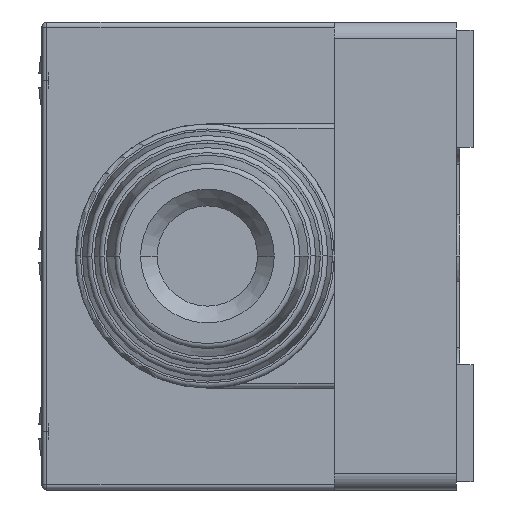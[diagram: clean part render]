
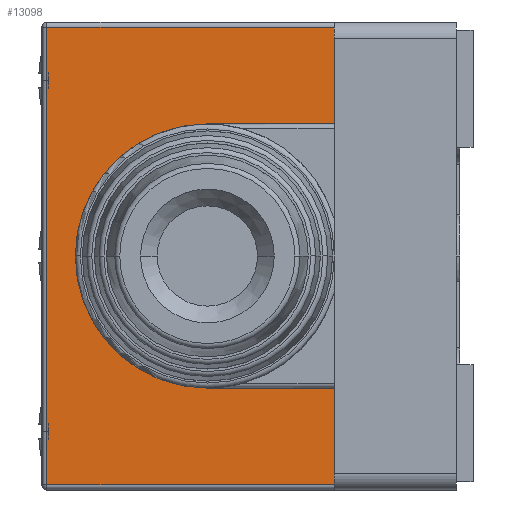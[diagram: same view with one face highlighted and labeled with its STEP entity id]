
A CAD part, left-side view. The second image highlights one B-rep face of the part: STEP entity #13098.
In plain terms, the highlighted planar face has unit normal (-1, 0, 0).
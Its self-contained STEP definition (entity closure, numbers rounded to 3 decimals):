
#3913=DIRECTION('',(0.,-1.,0.));
#3914=VECTOR('',#3913,17.2);
#3915=CARTESIAN_POINT('',(-22.95,25.5,13.7));
#3916=LINE('',#3915,#3914);
#3917=DIRECTION('',(0.,1.,0.));
#3918=VECTOR('',#3917,7.6);
#3919=CARTESIAN_POINT('',(-22.95,8.3,7.9));
#3920=LINE('',#3919,#3918);
#3921=DIRECTION('',(0.,1.,0.));
#3922=VECTOR('',#3921,7.6);
#3923=CARTESIAN_POINT('',(-22.95,8.3,-7.9));
#3924=LINE('',#3923,#3922);
#3925=DIRECTION('',(0.,1.,0.));
#3926=VECTOR('',#3925,17.2);
#3927=CARTESIAN_POINT('',(-22.95,8.3,-13.7));
#3928=LINE('',#3927,#3926);
#3929=DIRECTION('',(0.,0.,1.));
#3930=VECTOR('',#3929,27.4);
#3931=CARTESIAN_POINT('',(-22.95,25.5,-13.7));
#3932=LINE('',#3931,#3930);
#3945=DIRECTION('',(0.,0.,-1.));
#3946=VECTOR('',#3945,5.8);
#3947=CARTESIAN_POINT('',(-22.95,8.3,13.7));
#3948=LINE('',#3947,#3946);
#3967=DIRECTION('',(0.,0.,-1.));
#3968=VECTOR('',#3967,5.8);
#3969=CARTESIAN_POINT('',(-22.95,8.3,-7.9));
#3970=LINE('',#3969,#3968);
#4038=CARTESIAN_POINT('',(-22.95,15.9,0.));
#4039=DIRECTION('',(1.,0.,0.));
#4040=DIRECTION('',(0.,0.,-1.));
#4041=AXIS2_PLACEMENT_3D('',#4038,#4039,#4040);
#7630=CARTESIAN_POINT('',(-22.95,8.3,7.9));
#7631=CARTESIAN_POINT('',(-22.95,15.9,7.9));
#7632=VERTEX_POINT('',#7630);
#7633=VERTEX_POINT('',#7631);
#7634=CARTESIAN_POINT('',(-22.95,8.3,-7.9));
#7635=CARTESIAN_POINT('',(-22.95,15.9,-7.9));
#7636=VERTEX_POINT('',#7634);
#7637=VERTEX_POINT('',#7635);
#7874=CARTESIAN_POINT('',(-22.95,25.5,13.7));
#7875=CARTESIAN_POINT('',(-22.95,8.3,13.7));
#7876=VERTEX_POINT('',#7874);
#7877=VERTEX_POINT('',#7875);
#7886=CARTESIAN_POINT('',(-22.95,8.3,-13.7));
#7887=CARTESIAN_POINT('',(-22.95,25.5,-13.7));
#7888=VERTEX_POINT('',#7886);
#7889=VERTEX_POINT('',#7887);
#13076=CARTESIAN_POINT('',(-22.95,25.8,14.));
#13077=DIRECTION('',(1.,0.,0.));
#13078=DIRECTION('',(0.,0.,-1.));
#13079=AXIS2_PLACEMENT_3D('',#13076,#13077,#13078);
#13080=PLANE('',#13079);
#13081=ORIENTED_EDGE('',*,*,#13066,.T.);
#13083=ORIENTED_EDGE('',*,*,#13082,.T.);
#13085=ORIENTED_EDGE('',*,*,#13084,.T.);
#13087=ORIENTED_EDGE('',*,*,#13086,.F.);
#13089=ORIENTED_EDGE('',*,*,#13088,.F.);
#13091=ORIENTED_EDGE('',*,*,#13090,.T.);
#13093=ORIENTED_EDGE('',*,*,#13092,.T.);
#13095=ORIENTED_EDGE('',*,*,#13094,.T.);
#13096=EDGE_LOOP('',(#13081,#13083,#13085,#13087,#13089,#13091,#13093,#13095));
#13097=FACE_OUTER_BOUND('',#13096,.F.);
#4042=CIRCLE('',#4041,7.9);
#13066=EDGE_CURVE('',#7876,#7877,#3916,.T.);
#13082=EDGE_CURVE('',#7877,#7632,#3948,.T.);
#13084=EDGE_CURVE('',#7632,#7633,#3920,.T.);
#13086=EDGE_CURVE('',#7637,#7633,#4042,.T.);
#13088=EDGE_CURVE('',#7636,#7637,#3924,.T.);
#13090=EDGE_CURVE('',#7636,#7888,#3970,.T.);
#13092=EDGE_CURVE('',#7888,#7889,#3928,.T.);
#13094=EDGE_CURVE('',#7889,#7876,#3932,.T.);
#13098=ADVANCED_FACE('',(#13097),#13080,.F.);
